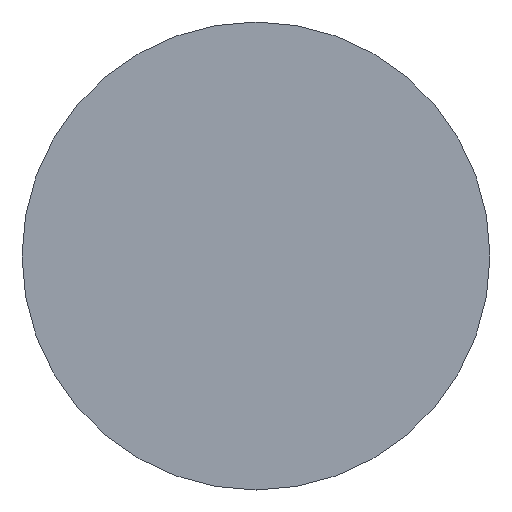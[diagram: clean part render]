
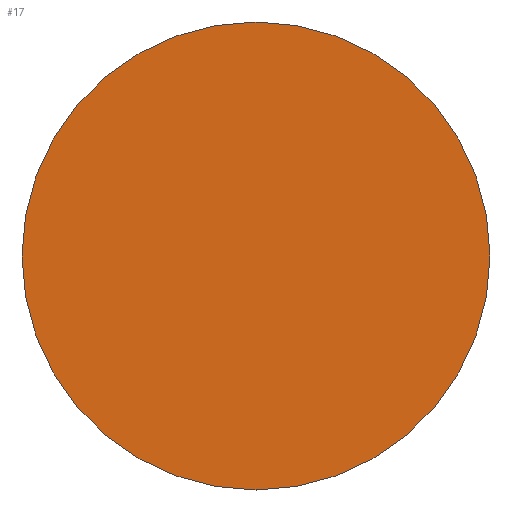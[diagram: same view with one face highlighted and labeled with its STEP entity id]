
A CAD part, front view. The second image highlights one B-rep face of the part: STEP entity #17.
In plain terms, the highlighted planar face has unit normal (0, -1, 0).
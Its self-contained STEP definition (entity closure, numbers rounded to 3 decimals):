
#15 = AXIS2_PLACEMENT_3D ( 'NONE', #171, #55, #103 ) ;
#17 = ADVANCED_FACE ( 'NONE', ( #35 ), #51, .T. ) ;
#22 = DIRECTION ( 'NONE',  ( 0., -1., 0. ) ) ;
#34 = ORIENTED_EDGE ( 'NONE', *, *, #192, .T. ) ;
#35 = FACE_OUTER_BOUND ( 'NONE', #129, .T. ) ;
#36 = DIRECTION ( 'NONE',  ( 0., 0., -1. ) ) ;
#45 = CARTESIAN_POINT ( 'NONE',  ( -3., 0., 3. ) ) ;
#51 = PLANE ( 'NONE',  #83 ) ;
#55 = DIRECTION ( 'NONE',  ( 0., -1., 0. ) ) ;
#59 = CARTESIAN_POINT ( 'NONE',  ( -3., 0., 0. ) ) ;
#60 = CIRCLE ( 'NONE', #112, 3. ) ;
#72 = EDGE_CURVE ( 'NONE', #166, #146, #122, .T. ) ;
#73 = DIRECTION ( 'NONE',  ( 0., 0., -1. ) ) ;
#83 = AXIS2_PLACEMENT_3D ( 'NONE', #110, #178, #36 ) ;
#103 = DIRECTION ( 'NONE',  ( 0., 0., -1. ) ) ;
#110 = CARTESIAN_POINT ( 'NONE',  ( 0., 0., 0. ) ) ;
#112 = AXIS2_PLACEMENT_3D ( 'NONE', #59, #22, #73 ) ;
#122 = CIRCLE ( 'NONE', #15, 3. ) ;
#129 = EDGE_LOOP ( 'NONE', ( #167, #34 ) ) ;
#146 = VERTEX_POINT ( 'NONE', #45 ) ;
#149 = CARTESIAN_POINT ( 'NONE',  ( -3., 0., -3. ) ) ;
#166 = VERTEX_POINT ( 'NONE', #149 ) ;
#167 = ORIENTED_EDGE ( 'NONE', *, *, #72, .T. ) ;
#171 = CARTESIAN_POINT ( 'NONE',  ( -3., 0., 0. ) ) ;
#178 = DIRECTION ( 'NONE',  ( 0., -1., 0. ) ) ;
#192 = EDGE_CURVE ( 'NONE', #146, #166, #60, .T. ) ;
